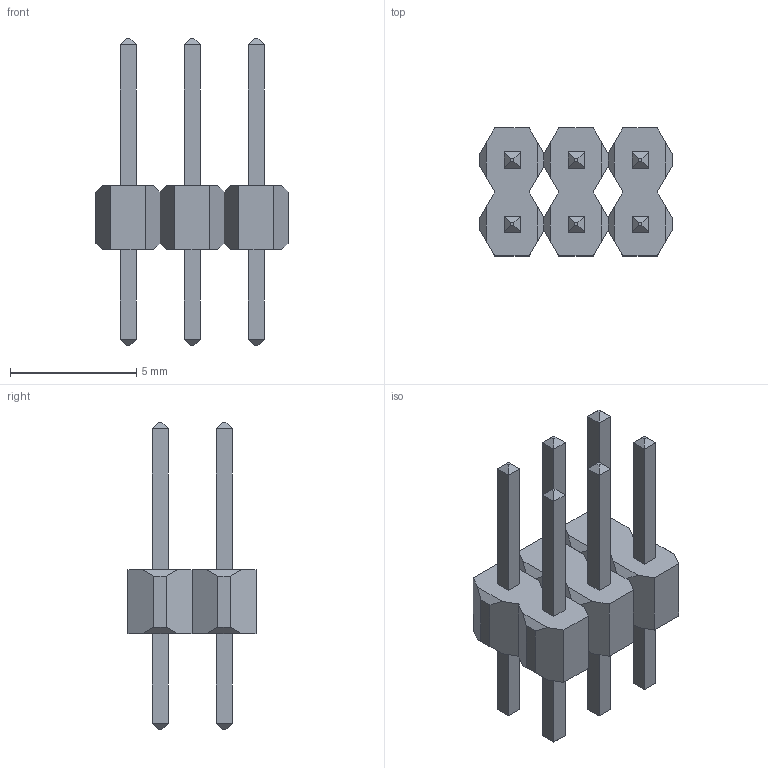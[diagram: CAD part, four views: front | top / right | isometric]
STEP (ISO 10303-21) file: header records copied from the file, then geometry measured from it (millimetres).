
FILE_DESCRIPTION(('FreeCAD Model'),'2;1');
FILE_NAME('User_Library-HEADER_2X3_2.54MM_X_2.54MM_PITCH_VERT_TH.step', '2017-09-10T03:50:11',('kicad StepUp'),('ksu MCAD'), 'Open CASCADE STEP processor 6.8','FreeCAD','Unknown');
FILE_SCHEMA(('AUTOMOTIVE_DESIGN_CC2 { 1 2 10303 214 -1 1 5 4 }'));
Length unit declared in the file: millimetre
Products named in the file (2): ASSEMBLY; User_Library-HEADER,_2X3,_2.54MM_X_2.54MM_PITCH,_VERT,_TH
Assembly tree (1 placements, depth 2):
  ASSEMBLY
    User_Library-HEADER,_2X3,_2.54MM_X_2.54MM_PITCH,_VERT,_TH
Bounding box: 7.62 x 5.08 x 12.19 mm (x, y, z)
Volume: 102.2 mm3; surface area: 300.2 mm2
Topology: 1 solids, 1 shells, 172 faces, 422 edges, 260 vertices
Faces by surface type: plane 172
Entity records: 6117 total; most frequent: CARTESIAN_POINT 856, ORIENTED_EDGE 844, DIRECTION 770, EDGE_CURVE 422, LINE 422, VECTOR 422, VERTEX_POINT 260, FACE_BOUND 184
